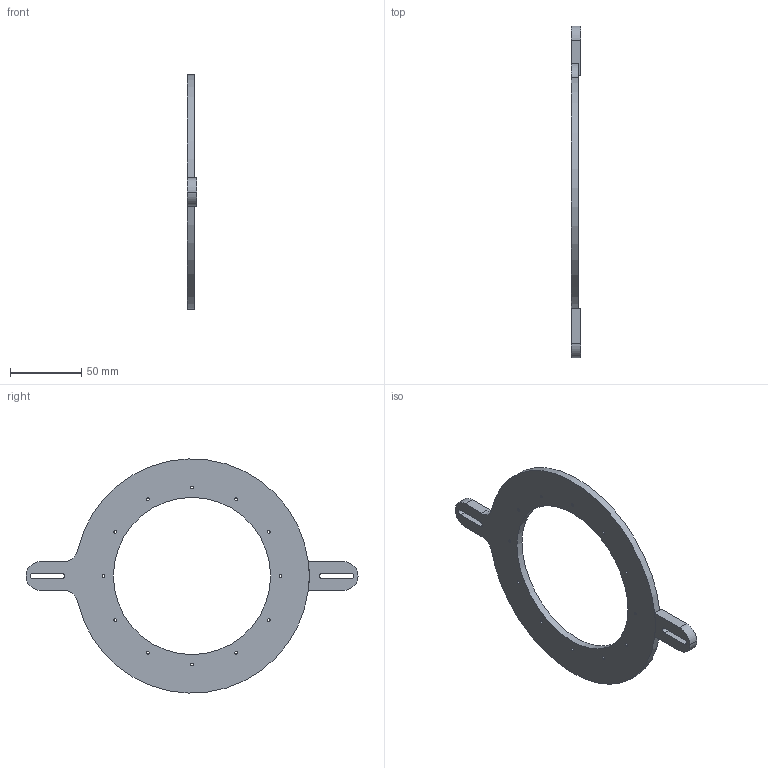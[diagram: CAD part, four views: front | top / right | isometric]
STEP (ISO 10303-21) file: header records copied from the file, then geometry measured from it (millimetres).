
FILE_DESCRIPTION(/* description */ (''),/* implementation_level */ '2;1');
FILE_NAME(/* name */ 'Pneumatic ring covering with notch v7.step',/* time_stamp */ '2020-09-20T18:19:17-04:00',/* author */ (''),/* organization */ (''),/* preprocessor_version */ 'ST-DEVELOPER v18.1',/* originating_system */ 'Autodesk Translation Framework v9.3.0.1241',/* authorisation */ '');
FILE_SCHEMA (('AUTOMOTIVE_DESIGN { 1 0 10303 214 3 1 1 }'));
Length unit declared in the file: millimetre
Products named in the file (1): Pneumatic ring covering with notch
Bounding box: 7 x 232.43 x 163.91 mm (x, y, z)
Volume: 65771.5 mm3; surface area: 32030.2 mm2
Topology: 2 solids, 2 shells, 41 faces, 113 edges, 76 vertices
Faces by surface type: cylinder 28, plane 13
Full cylindrical faces by diameter (mm): 2 x12, 110 x1
Entity records: 1431 total; most frequent: DIRECTION 253, CARTESIAN_POINT 231, ORIENTED_EDGE 226, EDGE_CURVE 113, AXIS2_PLACEMENT_3D 98, VERTEX_POINT 76, EDGE_LOOP 71, LINE 57
